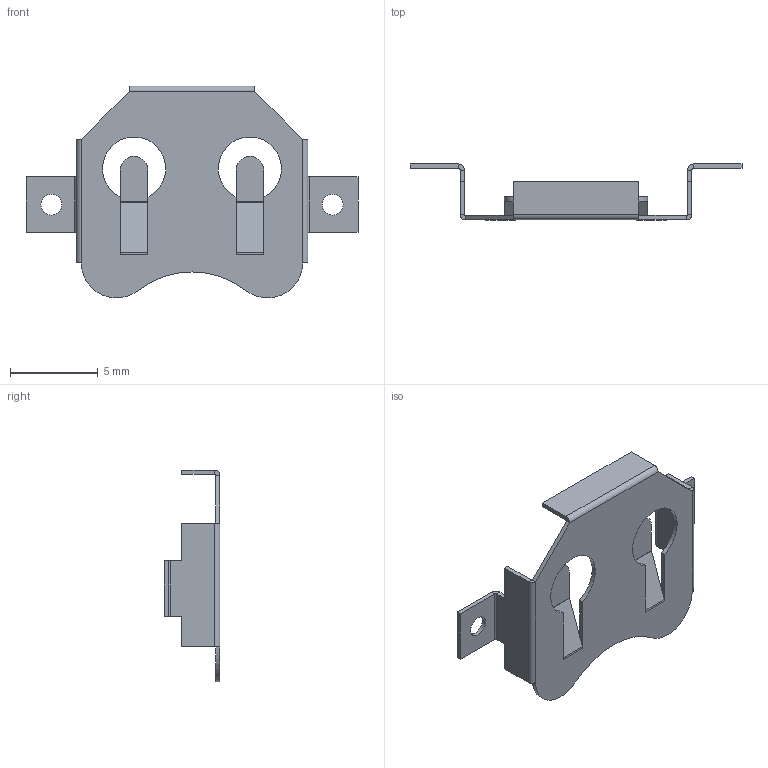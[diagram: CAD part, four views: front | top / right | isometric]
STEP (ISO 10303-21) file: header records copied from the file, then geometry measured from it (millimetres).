
FILE_DESCRIPTION (( 'STEP AP214' ), '1' );
FILE_NAME ('12mm SM COIN CELL CLIP.STEP', '2023-06-16T10:05:25', ( '' ), ( '' ), 'SwSTEP 2.0', 'SolidWorks 2018', '' );
FILE_SCHEMA (( 'AUTOMOTIVE_DESIGN' ));
Length unit declared in the file: millimetre
Products named in the file (1): 12mm SM COIN CELL CLIP
Bounding box: 18.92 x 3.18 x 12.07 mm (x, y, z)
Volume: 46.7 mm3; surface area: 407.8 mm2
Topology: 1 solids, 1 shells, 103 faces, 231 edges, 130 vertices
Faces by surface type: plane 73, cylinder 30
Entity records: 2819 total; most frequent: DIRECTION 499, CARTESIAN_POINT 465, ORIENTED_EDGE 462, EDGE_CURVE 231, LINE 171, VECTOR 171, AXIS2_PLACEMENT_3D 164, VERTEX_POINT 130
